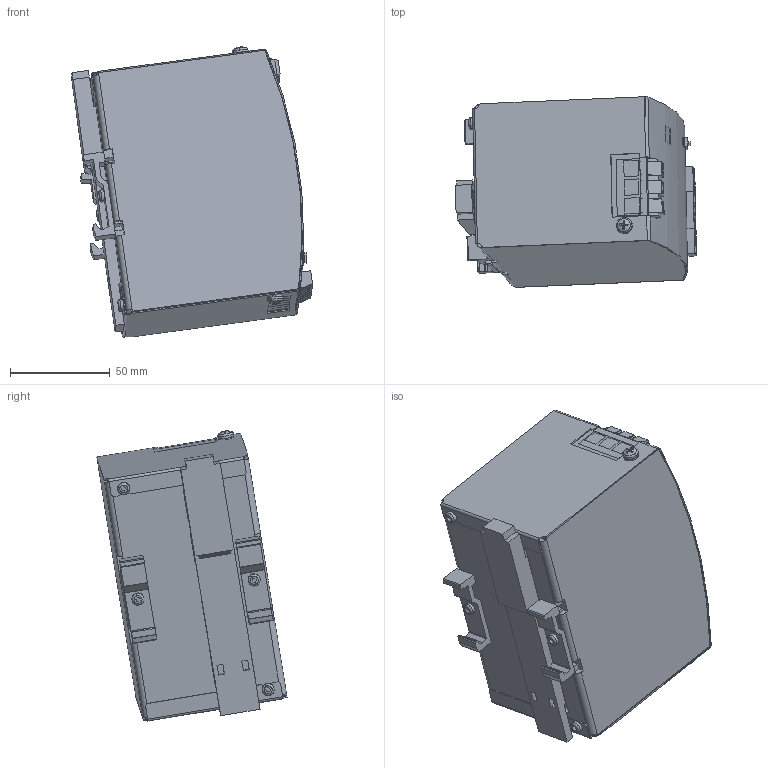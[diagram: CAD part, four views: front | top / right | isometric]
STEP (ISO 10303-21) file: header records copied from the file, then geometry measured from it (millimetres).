
FILE_DESCRIPTION((''),'2;1');
FILE_NAME('344_SLA4_ASM_1_ASM','2012-02-09T',('dhelisch'),(''),'PRO/ENGINEER BY PARAMETRIC TECHNOLOGY CORPORATION, 2007250','PRO/ENGINEER BY PARAMETRIC TECHNOLOGY CORPORATION, 2007250','');
FILE_SCHEMA(('CONFIG_CONTROL_DESIGN'));
Length unit declared in the file: millimetre
Products named in the file (15): SLIDER_SL_1; T-HOLDER_SL_1; HOUSING_BODY_344_1; HOUSING_COVER_344_1; TERMINAL_2P_GR91_1; TERMINAL_3P_GR91_1; TERMINAL_3P_GR90_1; SCREW_4X8_1; WASHER_4_1; BUTTON_BROWN_1; SCREW_3X6_1; SWITCH_U6V_1; JUMPER_BRACKET_1; JUMPER_1; 344_SLA4_ASM_1_ASM
Assembly tree (21 placements, depth 2):
  344_SLA4_ASM_1_ASM
    SLIDER_SL_1
    T-HOLDER_SL_1  x2
    HOUSING_BODY_344_1
    HOUSING_COVER_344_1
    TERMINAL_2P_GR91_1  x2
    TERMINAL_3P_GR91_1
    TERMINAL_3P_GR90_1
    SCREW_4X8_1  x2
    WASHER_4_1  x2
    BUTTON_BROWN_1
    SCREW_3X6_1  x4
    SWITCH_U6V_1
    JUMPER_BRACKET_1
    JUMPER_1
Bounding box: 120.75 x 95.27 x 145.41 mm (x, y, z)
Volume: 875918 mm3; surface area: 122184.6 mm2
Topology: 21 solids, 21 shells, 1179 faces, 3104 edges, 2028 vertices
Faces by surface type: plane 954, cylinder 152, cone 40, torus 22, bspline 9, sphere 2
Entity records: 39903 total; most frequent: CARTESIAN_POINT 6137, ORIENTED_EDGE 4924, DIRECTION 4583, PRESENTATION_STYLE_ASSIGNMENT 2855, STYLED_ITEM 2476, CURVE_STYLE 2462, EDGE_CURVE 2462, VECTOR 2083
